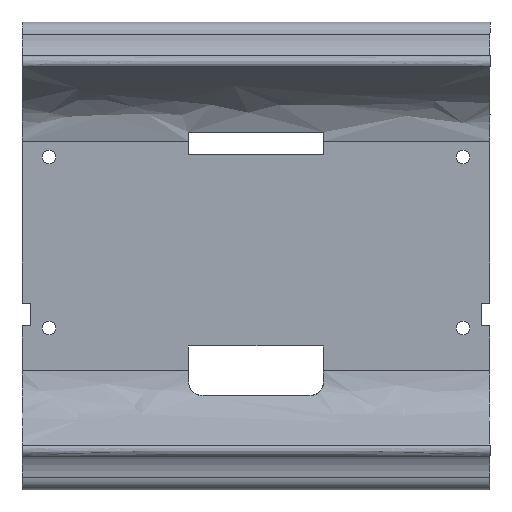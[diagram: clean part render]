
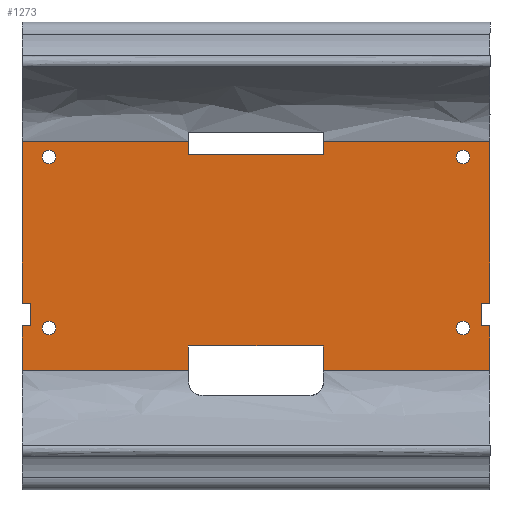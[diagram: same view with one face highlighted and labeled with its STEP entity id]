
A CAD part, front view. The second image highlights one B-rep face of the part: STEP entity #1273.
In plain terms, the highlighted planar face has unit normal (0, -1, 0).
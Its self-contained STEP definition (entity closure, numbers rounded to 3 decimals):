
#45=FACE_BOUND('',#224,.T.);
#46=FACE_BOUND('',#225,.T.);
#47=FACE_BOUND('',#226,.T.);
#48=FACE_BOUND('',#227,.T.);
#77=CIRCLE('',#1364,1.5);
#78=CIRCLE('',#1365,1.5);
#79=CIRCLE('',#1366,1.5);
#80=CIRCLE('',#1367,1.5);
#145=FACE_OUTER_BOUND('',#223,.T.);
#223=EDGE_LOOP('',(#947,#948,#949,#950,#951,#952,#953,#954,#955,#956,#957,
#958,#959,#960,#961,#962,#963,#964,#965,#966));
#224=EDGE_LOOP('',(#967));
#225=EDGE_LOOP('',(#968));
#226=EDGE_LOOP('',(#969));
#227=EDGE_LOOP('',(#970));
#295=LINE('',#1795,#417);
#297=LINE('',#1799,#419);
#301=LINE('',#1807,#423);
#305=LINE('',#1816,#427);
#310=LINE('',#1827,#432);
#316=LINE('',#1837,#438);
#320=LINE('',#1846,#442);
#341=LINE('',#1937,#463);
#342=LINE('',#1940,#464);
#356=LINE('',#2012,#478);
#357=LINE('',#2014,#479);
#358=LINE('',#2016,#480);
#359=LINE('',#2018,#481);
#360=LINE('',#2020,#482);
#361=LINE('',#2021,#483);
#362=LINE('',#2023,#484);
#363=LINE('',#2025,#485);
#364=LINE('',#2027,#486);
#365=LINE('',#2029,#487);
#366=LINE('',#2030,#488);
#417=VECTOR('',#1445,10.);
#419=VECTOR('',#1449,10.);
#423=VECTOR('',#1455,10.);
#427=VECTOR('',#1461,10.);
#432=VECTOR('',#1468,10.);
#438=VECTOR('',#1476,10.);
#442=VECTOR('',#1484,10.);
#463=VECTOR('',#1523,10.);
#464=VECTOR('',#1526,10.);
#478=VECTOR('',#1578,10.);
#479=VECTOR('',#1579,10.);
#480=VECTOR('',#1580,10.);
#481=VECTOR('',#1581,10.);
#482=VECTOR('',#1582,10.);
#483=VECTOR('',#1583,10.);
#484=VECTOR('',#1584,10.);
#485=VECTOR('',#1585,10.);
#486=VECTOR('',#1586,10.);
#487=VECTOR('',#1587,10.);
#488=VECTOR('',#1588,10.);
#539=VERTEX_POINT('',#1792);
#540=VERTEX_POINT('',#1794);
#541=VERTEX_POINT('',#1798);
#544=VERTEX_POINT('',#1806);
#547=VERTEX_POINT('',#1814);
#548=VERTEX_POINT('',#1815);
#552=VERTEX_POINT('',#1825);
#553=VERTEX_POINT('',#1826);
#559=VERTEX_POINT('',#1845);
#582=VERTEX_POINT('',#1927);
#583=VERTEX_POINT('',#1939);
#603=VERTEX_POINT('',#2011);
#604=VERTEX_POINT('',#2013);
#605=VERTEX_POINT('',#2015);
#606=VERTEX_POINT('',#2017);
#607=VERTEX_POINT('',#2019);
#608=VERTEX_POINT('',#2022);
#609=VERTEX_POINT('',#2024);
#610=VERTEX_POINT('',#2026);
#611=VERTEX_POINT('',#2028);
#612=VERTEX_POINT('',#2031);
#613=VERTEX_POINT('',#2033);
#614=VERTEX_POINT('',#2035);
#615=VERTEX_POINT('',#2037);
#659=EDGE_CURVE('',#540,#539,#295,.T.);
#661=EDGE_CURVE('',#541,#540,#297,.T.);
#665=EDGE_CURVE('',#539,#544,#301,.T.);
#669=EDGE_CURVE('',#547,#548,#305,.T.);
#674=EDGE_CURVE('',#552,#553,#310,.T.);
#680=EDGE_CURVE('',#548,#552,#316,.T.);
#684=EDGE_CURVE('',#541,#559,#320,.T.);
#713=EDGE_CURVE('',#582,#553,#341,.T.);
#714=EDGE_CURVE('',#547,#583,#342,.T.);
#740=EDGE_CURVE('',#603,#544,#356,.T.);
#741=EDGE_CURVE('',#603,#604,#357,.T.);
#742=EDGE_CURVE('',#604,#605,#358,.T.);
#743=EDGE_CURVE('',#605,#606,#359,.T.);
#744=EDGE_CURVE('',#606,#607,#360,.T.);
#745=EDGE_CURVE('',#607,#583,#361,.T.);
#746=EDGE_CURVE('',#582,#608,#362,.T.);
#747=EDGE_CURVE('',#608,#609,#363,.T.);
#748=EDGE_CURVE('',#609,#610,#364,.T.);
#749=EDGE_CURVE('',#610,#611,#365,.T.);
#750=EDGE_CURVE('',#611,#559,#366,.T.);
#751=EDGE_CURVE('',#612,#612,#77,.T.);
#752=EDGE_CURVE('',#613,#613,#78,.T.);
#753=EDGE_CURVE('',#614,#614,#79,.T.);
#754=EDGE_CURVE('',#615,#615,#80,.T.);
#947=ORIENTED_EDGE('',*,*,#665,.T.);
#948=ORIENTED_EDGE('',*,*,#740,.F.);
#949=ORIENTED_EDGE('',*,*,#741,.T.);
#950=ORIENTED_EDGE('',*,*,#742,.T.);
#951=ORIENTED_EDGE('',*,*,#743,.T.);
#952=ORIENTED_EDGE('',*,*,#744,.T.);
#953=ORIENTED_EDGE('',*,*,#745,.T.);
#954=ORIENTED_EDGE('',*,*,#714,.F.);
#955=ORIENTED_EDGE('',*,*,#669,.T.);
#956=ORIENTED_EDGE('',*,*,#680,.T.);
#957=ORIENTED_EDGE('',*,*,#674,.T.);
#958=ORIENTED_EDGE('',*,*,#713,.F.);
#959=ORIENTED_EDGE('',*,*,#746,.T.);
#960=ORIENTED_EDGE('',*,*,#747,.T.);
#961=ORIENTED_EDGE('',*,*,#748,.T.);
#962=ORIENTED_EDGE('',*,*,#749,.T.);
#963=ORIENTED_EDGE('',*,*,#750,.T.);
#964=ORIENTED_EDGE('',*,*,#684,.F.);
#965=ORIENTED_EDGE('',*,*,#661,.T.);
#966=ORIENTED_EDGE('',*,*,#659,.T.);
#967=ORIENTED_EDGE('',*,*,#751,.T.);
#968=ORIENTED_EDGE('',*,*,#752,.T.);
#969=ORIENTED_EDGE('',*,*,#753,.T.);
#970=ORIENTED_EDGE('',*,*,#754,.T.);
#1225=PLANE('',#1363);
#1273=ADVANCED_FACE('',(#145,#45,#46,#47,#48),#1225,.T.);
#1363=AXIS2_PLACEMENT_3D('',#2010,#1576,#1577);
#1364=AXIS2_PLACEMENT_3D('',#2032,#1589,#1590);
#1365=AXIS2_PLACEMENT_3D('',#2034,#1591,#1592);
#1366=AXIS2_PLACEMENT_3D('',#2036,#1593,#1594);
#1367=AXIS2_PLACEMENT_3D('',#2038,#1595,#1596);
#1445=DIRECTION('',(0.,0.,-1.));
#1449=DIRECTION('',(1.,0.,0.));
#1455=DIRECTION('',(-1.,0.,0.));
#1461=DIRECTION('',(-1.,0.,0.));
#1468=DIRECTION('',(1.,0.,0.));
#1476=DIRECTION('',(0.,0.,1.));
#1484=DIRECTION('',(0.,0.,1.));
#1523=DIRECTION('',(0.,0.,-1.));
#1526=DIRECTION('',(0.,0.,-1.));
#1576=DIRECTION('center_axis',(0.,-1.,0.));
#1577=DIRECTION('ref_axis',(1.,0.,0.));
#1578=DIRECTION('',(0.,0.,1.));
#1579=DIRECTION('',(1.,0.,0.));
#1580=DIRECTION('',(0.,0.,1.));
#1581=DIRECTION('',(1.,0.,0.));
#1582=DIRECTION('',(0.,0.,-1.));
#1583=DIRECTION('',(1.,0.,0.));
#1584=DIRECTION('',(-1.,0.,0.));
#1585=DIRECTION('',(0.,0.,-1.));
#1586=DIRECTION('',(-1.,0.,0.));
#1587=DIRECTION('',(0.,0.,1.));
#1588=DIRECTION('',(-1.,0.,0.));
#1589=DIRECTION('center_axis',(0.,1.,0.));
#1590=DIRECTION('ref_axis',(1.,0.,0.));
#1591=DIRECTION('center_axis',(0.,1.,0.));
#1592=DIRECTION('ref_axis',(1.,0.,0.));
#1593=DIRECTION('center_axis',(0.,1.,0.));
#1594=DIRECTION('ref_axis',(1.,0.,0.));
#1595=DIRECTION('center_axis',(0.,1.,0.));
#1596=DIRECTION('ref_axis',(1.,0.,0.));
#1792=CARTESIAN_POINT('',(-4.1,-5.,-38.));
#1794=CARTESIAN_POINT('',(-4.1,-5.,-33.));
#1795=CARTESIAN_POINT('',(-4.1,-5.,-30.25));
#1798=CARTESIAN_POINT('',(-6.,-5.,-33.));
#1799=CARTESIAN_POINT('',(20.95,-5.,-33.));
#1806=CARTESIAN_POINT('',(-6.,-5.,-38.));
#1807=CARTESIAN_POINT('',(20.,-5.,-38.));
#1814=CARTESIAN_POINT('',(98.,-5.,-38.));
#1815=CARTESIAN_POINT('',(96.1,-5.,-38.));
#1816=CARTESIAN_POINT('',(71.05,-5.,-38.));
#1825=CARTESIAN_POINT('',(96.1,-5.,-33.));
#1826=CARTESIAN_POINT('',(98.,-5.,-33.));
#1827=CARTESIAN_POINT('',(72.,-5.,-33.));
#1837=CARTESIAN_POINT('',(96.1,-5.,-27.75));
#1845=CARTESIAN_POINT('',(-6.,-5.,3.));
#1846=CARTESIAN_POINT('',(-6.,-5.,-74.5));
#1927=CARTESIAN_POINT('',(98.,-5.,3.));
#1937=CARTESIAN_POINT('',(98.,-5.,29.5));
#1939=CARTESIAN_POINT('',(98.,-5.,-48.));
#1940=CARTESIAN_POINT('',(98.,-5.,29.5));
#2010=CARTESIAN_POINT('Origin',(46.,-5.,-22.5));
#2011=CARTESIAN_POINT('',(-6.,-5.,-48.));
#2012=CARTESIAN_POINT('',(-6.,-5.,-74.5));
#2013=CARTESIAN_POINT('',(31.,-5.,-48.));
#2014=CARTESIAN_POINT('',(87.5,-5.,-48.));
#2015=CARTESIAN_POINT('',(31.,-5.,-42.5));
#2016=CARTESIAN_POINT('',(31.,-5.,-32.5));
#2017=CARTESIAN_POINT('',(61.,-5.,-42.5));
#2018=CARTESIAN_POINT('',(53.5,-5.,-42.5));
#2019=CARTESIAN_POINT('',(61.,-5.,-48.));
#2020=CARTESIAN_POINT('',(61.,-5.,-36.5));
#2021=CARTESIAN_POINT('',(87.5,-5.,-48.));
#2022=CARTESIAN_POINT('',(61.,-5.,3.));
#2023=CARTESIAN_POINT('',(4.5,-5.,3.));
#2024=CARTESIAN_POINT('',(61.,-5.,0.));
#2025=CARTESIAN_POINT('',(61.,-5.,-11.25));
#2026=CARTESIAN_POINT('',(31.,-5.,0.));
#2027=CARTESIAN_POINT('',(38.5,-5.,0.));
#2028=CARTESIAN_POINT('',(31.,-5.,3.));
#2029=CARTESIAN_POINT('',(31.,-5.,-8.75));
#2030=CARTESIAN_POINT('',(4.5,-5.,3.));
#2031=CARTESIAN_POINT('',(-1.5,-5.,-0.5));
#2032=CARTESIAN_POINT('Origin',(0.,-5.,
-0.5));
#2033=CARTESIAN_POINT('',(90.5,-5.,-38.5));
#2034=CARTESIAN_POINT('Origin',(92.,-5.,-38.5));
#2035=CARTESIAN_POINT('',(-1.5,-5.,-38.5));
#2036=CARTESIAN_POINT('Origin',(0.,-5.,
-38.5));
#2037=CARTESIAN_POINT('',(90.5,-5.,-0.5));
#2038=CARTESIAN_POINT('Origin',(92.,-5.,-0.5));
